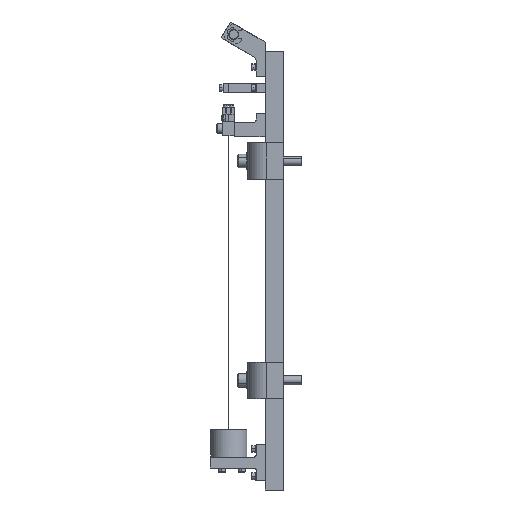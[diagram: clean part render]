
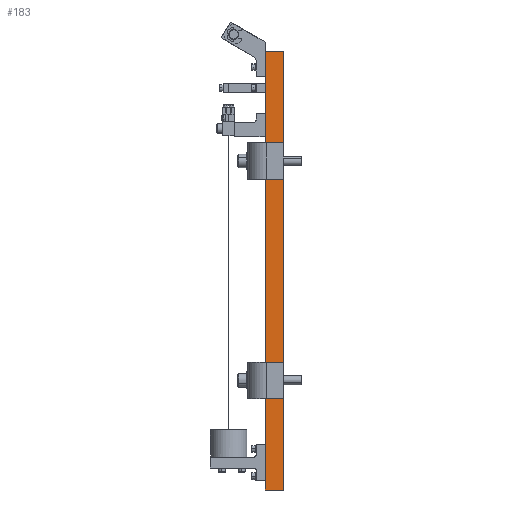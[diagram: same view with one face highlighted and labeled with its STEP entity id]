
A CAD part, left-side view. The second image highlights one B-rep face of the part: STEP entity #183.
In plain terms, the highlighted planar face has unit normal (-1, 0, 0).
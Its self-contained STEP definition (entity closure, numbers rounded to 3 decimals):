
#183 = ADVANCED_FACE ( 'NONE', ( #2546 ), #12685, .F. ) ;
#260 = AXIS2_PLACEMENT_3D ( 'NONE', #12640, #12789, #12834 ) ;
#269 = EDGE_CURVE ( 'NONE', #6677, #6868, #2919, .T. ) ;
#865 = EDGE_CURVE ( 'NONE', #6770, #9175, #3278, .T. ) ;
#978 = EDGE_CURVE ( 'NONE', #6770, #6677, #2340, .T. ) ;
#1115 = EDGE_CURVE ( 'NONE', #9175, #6868, #2585, .T. ) ;
#2340 = LINE ( 'NONE', #3505, #2344 ) ;
#2344 = VECTOR ( 'NONE', #3506, 1000. ) ;
#2546 = FACE_OUTER_BOUND ( 'NONE', #10147, .T. ) ;
#2585 = LINE ( 'NONE', #3916, #2592 ) ;
#2592 = VECTOR ( 'NONE', #4032, 1000. ) ;
#2919 = LINE ( 'NONE', #12583, #3212 ) ;
#3212 = VECTOR ( 'NONE', #12482, 1000. ) ;
#3278 = LINE ( 'NONE', #3780, #3285 ) ;
#3285 = VECTOR ( 'NONE', #3635, 1000. ) ;
#3505 = CARTESIAN_POINT ( 'NONE',  ( 0., 0., 304.8 ) ) ;
#3506 = DIRECTION ( 'NONE',  ( 0., 0., -1. ) ) ;
#3635 = DIRECTION ( 'NONE',  ( 0., -1., 0. ) ) ;
#3780 = CARTESIAN_POINT ( 'NONE',  ( 0., -12.7, 304.8 ) ) ;
#3916 = CARTESIAN_POINT ( 'NONE',  ( 0., -12.7, 304.8 ) ) ;
#4032 = DIRECTION ( 'NONE',  ( 0., 0., -1. ) ) ;
#5894 = CARTESIAN_POINT ( 'NONE',  ( 0., -12.7, 304.8 ) ) ;
#6097 = CARTESIAN_POINT ( 'NONE',  ( 0., -12.7, 0. ) ) ;
#6677 = VERTEX_POINT ( 'NONE', #8554 ) ;
#6770 = VERTEX_POINT ( 'NONE', #7931 ) ;
#6868 = VERTEX_POINT ( 'NONE', #6097 ) ;
#7931 = CARTESIAN_POINT ( 'NONE',  ( 0., 0., 304.8 ) ) ;
#8554 = CARTESIAN_POINT ( 'NONE',  ( 0., 0., 0. ) ) ;
#9175 = VERTEX_POINT ( 'NONE', #5894 ) ;
#9580 = ORIENTED_EDGE ( 'NONE', *, *, #1115, .F. ) ;
#9681 = ORIENTED_EDGE ( 'NONE', *, *, #865, .F. ) ;
#10147 = EDGE_LOOP ( 'NONE', ( #10696, #9580, #9681, #10574 ) ) ;
#10574 = ORIENTED_EDGE ( 'NONE', *, *, #978, .T. ) ;
#10696 = ORIENTED_EDGE ( 'NONE', *, *, #269, .T. ) ;
#12482 = DIRECTION ( 'NONE',  ( 0., -1., 0. ) ) ;
#12583 = CARTESIAN_POINT ( 'NONE',  ( 0., -12.7, 0. ) ) ;
#12640 = CARTESIAN_POINT ( 'NONE',  ( 0., -12.7, 304.8 ) ) ;
#12685 = PLANE ( 'NONE',  #260 ) ;
#12789 = DIRECTION ( 'NONE',  ( 1., 0., 0. ) ) ;
#12834 = DIRECTION ( 'NONE',  ( 0., 0., -1. ) ) ;
